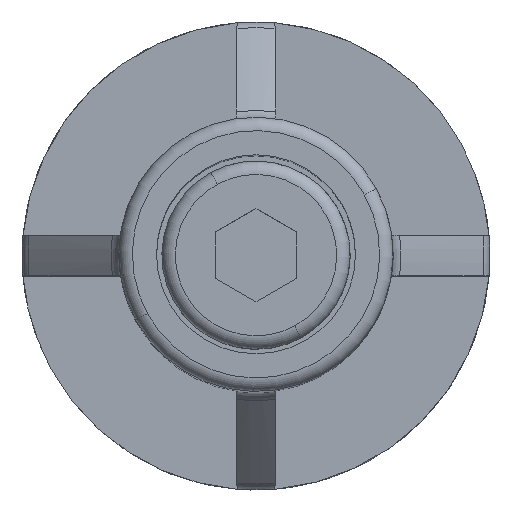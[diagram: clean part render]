
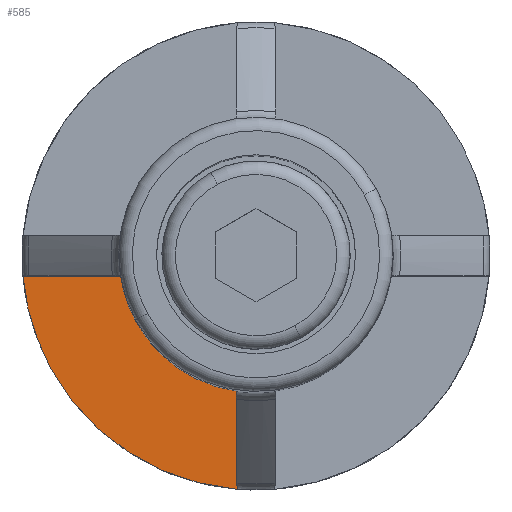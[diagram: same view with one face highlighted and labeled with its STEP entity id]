
A CAD part, top view. The second image highlights one B-rep face of the part: STEP entity #585.
In plain terms, the highlighted planar face has unit normal (0, 0, 1).
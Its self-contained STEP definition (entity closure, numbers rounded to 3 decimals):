
#248=AXIS2_PLACEMENT_3D('Circle Axis2P3D',#246,#247,$) ;
#255=AXIS2_PLACEMENT_3D('Circle Axis2P3D',#253,#254,$) ;
#563=AXIS2_PLACEMENT_3D('Plane Axis2P3D',#560,#561,#562) ;
#574=AXIS2_PLACEMENT_3D('Circle Axis2P3D',#572,#573,$) ;
#243=CARTESIAN_POINT('Vertex',(7.995,0.029,9.2)) ;
#246=CARTESIAN_POINT('Axis2P3D Location',(8.7,8.7,9.2)) ;
#250=CARTESIAN_POINT('Vertex',(7.95,0.032,9.2)) ;
#253=CARTESIAN_POINT('Axis2P3D Location',(8.7,8.7,9.2)) ;
#257=CARTESIAN_POINT('Vertex',(1.065,4.529,9.2)) ;
#370=CARTESIAN_POINT('Control Point',(0.032,7.95,9.2)) ;
#371=CARTESIAN_POINT('Control Point',(0.136,6.755,9.2)) ;
#372=CARTESIAN_POINT('Control Point',(0.49,5.582,9.2)) ;
#373=CARTESIAN_POINT('Control Point',(1.065,4.529,9.2)) ;
#374=CARTESIAN_POINT('Vertex',(0.032,7.95,9.2)) ;
#541=CARTESIAN_POINT('Vertex',(7.95,5.128,9.2)) ;
#544=CARTESIAN_POINT('Line Origine',(7.972,2.578,9.2)) ;
#560=CARTESIAN_POINT('Axis2P3D Location',(8.7,8.7,9.2)) ;
#565=CARTESIAN_POINT('Line Origine',(2.58,7.95,9.2)) ;
#569=CARTESIAN_POINT('Vertex',(5.128,7.95,9.2)) ;
#572=CARTESIAN_POINT('Axis2P3D Location',(8.7,8.7,9.2)) ;
#247=DIRECTION('Axis2P3D Direction',(0.,0.,1.)) ;
#254=DIRECTION('Axis2P3D Direction',(0.,0.,1.)) ;
#545=DIRECTION('Vector Direction',(0.009,-1.,0.)) ;
#561=DIRECTION('Axis2P3D Direction',(0.,0.,1.)) ;
#562=DIRECTION('Axis2P3D XDirection',(-1.,0.,0.)) ;
#566=DIRECTION('Vector Direction',(1.,0.,0.)) ;
#573=DIRECTION('Axis2P3D Direction',(0.,0.,1.)) ;
#546=VECTOR('Line Direction',#545,1.) ;
#567=VECTOR('Line Direction',#566,1.) ;
#578=ORIENTED_EDGE('',*,*,#571,.F.) ;
#579=ORIENTED_EDGE('',*,*,#376,.T.) ;
#580=ORIENTED_EDGE('',*,*,#259,.T.) ;
#581=ORIENTED_EDGE('',*,*,#252,.T.) ;
#582=ORIENTED_EDGE('',*,*,#548,.F.) ;
#583=ORIENTED_EDGE('',*,*,#576,.F.) ;
#585=ADVANCED_FACE('KOERPER.2',(#584),#564,.T.) ;
#369=B_SPLINE_CURVE_WITH_KNOTS('',3,(#370,#371,#372,#373),.UNSPECIFIED.,.F.,.U.,(4,4),(-1.8,1.8),.UNSPECIFIED.) ;
#249=CIRCLE('generated circle',#248,8.7) ;
#256=CIRCLE('generated circle',#255,8.7) ;
#575=CIRCLE('generated circle',#574,3.65) ;
#252=EDGE_CURVE('',#251,#244,#249,.T.) ;
#259=EDGE_CURVE('',#258,#251,#256,.T.) ;
#376=EDGE_CURVE('',#375,#258,#369,.T.) ;
#548=EDGE_CURVE('',#542,#244,#547,.T.) ;
#571=EDGE_CURVE('',#375,#570,#568,.T.) ;
#576=EDGE_CURVE('',#570,#542,#575,.T.) ;
#577=EDGE_LOOP('',(#578,#579,#580,#581,#582,#583)) ;
#584=FACE_OUTER_BOUND('',#577,.T.) ;
#547=LINE('Line',#544,#546) ;
#568=LINE('Line',#565,#567) ;
#564=PLANE('',#563) ;
#244=VERTEX_POINT('',#243) ;
#251=VERTEX_POINT('',#250) ;
#258=VERTEX_POINT('',#257) ;
#375=VERTEX_POINT('',#374) ;
#542=VERTEX_POINT('',#541) ;
#570=VERTEX_POINT('',#569) ;
